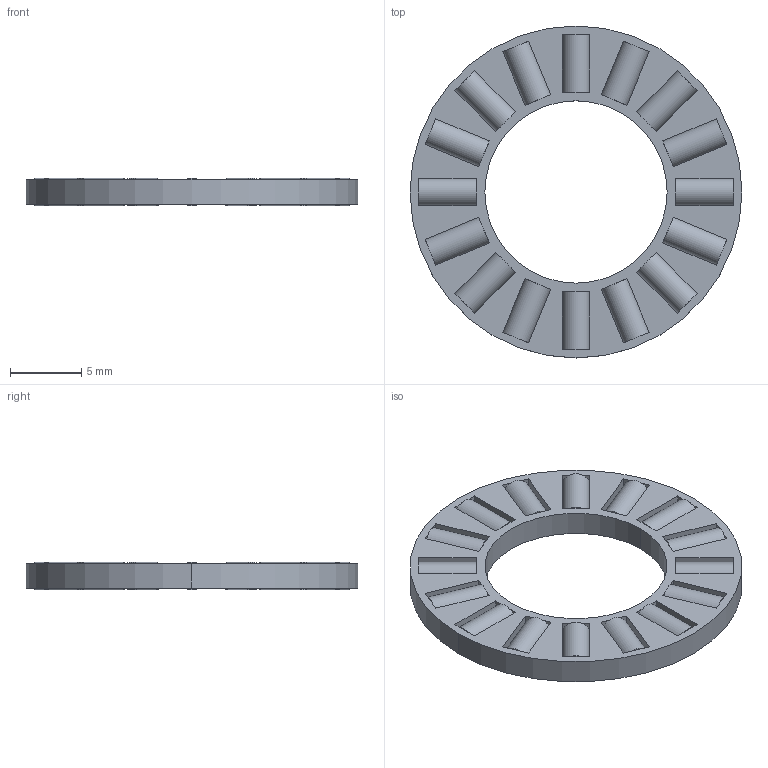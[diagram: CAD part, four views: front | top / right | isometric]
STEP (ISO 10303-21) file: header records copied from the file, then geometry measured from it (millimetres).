
FILE_DESCRIPTION((''),'2;1');
FILE_NAME('Thrust Bearing.stp','2004-01-09T20:44:35',('Administrator'),(''),'Autodesk Inventor (tm) 5.0','Autodesk Inventor (tm) 5.0','');
FILE_SCHEMA(('CONFIG_CONTROL_DESIGN'));
Length unit declared in the file: inch
Products named in the file (1): Thrust Bearing
Bounding box: 23.3 x 23.3 x 1.96 mm (x, y, z)
Volume: 490.1 mm3; surface area: 1182.4 mm2
Topology: 1 solids, 1 shells, 294 faces, 652 edges, 328 vertices
Faces by surface type: plane 258, cylinder 36
Entity records: 7945 total; most frequent: DIRECTION 1442, ORIENTED_EDGE 1304, CARTESIAN_POINT 1275, EDGE_CURVE 652, AXIS2_PLACEMENT_3D 495, VECTOR 452, LINE 452, VERTEX_POINT 328
